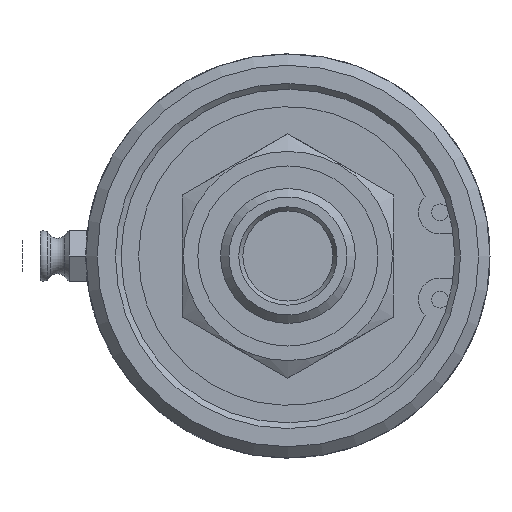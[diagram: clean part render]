
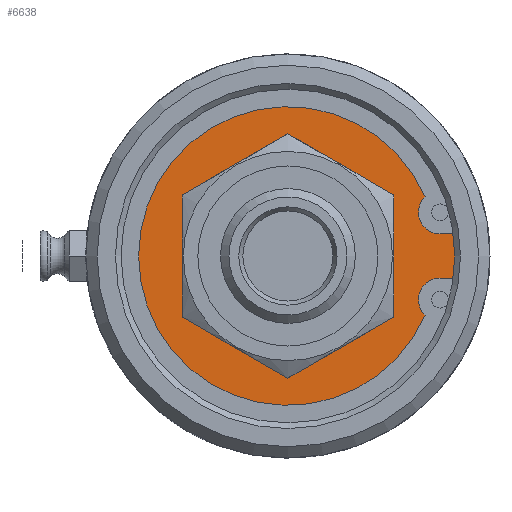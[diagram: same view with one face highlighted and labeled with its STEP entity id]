
A CAD part, left-side view. The second image highlights one B-rep face of the part: STEP entity #6638.
In plain terms, the highlighted planar face has unit normal (-1, 0, 0).
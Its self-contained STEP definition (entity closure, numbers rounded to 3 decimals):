
#107=FACE_BOUND('',#1143,.T.);
#387=PLANE('',#7102);
#728=FACE_OUTER_BOUND('',#1142,.T.);
#1142=EDGE_LOOP('',(#5917,#5918,#5919,#5920,#5921,#5922));
#1143=EDGE_LOOP('',(#5923,#5924));
#1478=LINE('',#14581,#1842);
#1483=LINE('',#14599,#1847);
#1842=VECTOR('',#8042,10.);
#1847=VECTOR('',#8057,10.);
#2405=CIRCLE('',#6980,13.9);
#2406=CIRCLE('',#6981,13.9);
#2415=CIRCLE('',#6996,3.048);
#2416=CIRCLE('',#6998,3.048);
#2417=CIRCLE('',#7000,21.057);
#2473=CIRCLE('',#7103,25.375);
#3031=VERTEX_POINT('',#14551);
#3032=VERTEX_POINT('',#14552);
#3042=VERTEX_POINT('',#14578);
#3043=VERTEX_POINT('',#14580);
#3047=VERTEX_POINT('',#14596);
#3048=VERTEX_POINT('',#14598);
#3049=VERTEX_POINT('',#14602);
#3050=VERTEX_POINT('',#14606);
#3928=EDGE_CURVE('',#3031,#3032,#2405,.T.);
#3929=EDGE_CURVE('',#3032,#3031,#2406,.T.);
#3941=EDGE_CURVE('',#3043,#3042,#1478,.T.);
#3949=EDGE_CURVE('',#3048,#3047,#1483,.T.);
#3951=EDGE_CURVE('',#3049,#3043,#2415,.T.);
#3953=EDGE_CURVE('',#3047,#3050,#2416,.T.);
#3955=EDGE_CURVE('',#3050,#3049,#2417,.T.);
#4055=EDGE_CURVE('',#3042,#3048,#2473,.T.);
#5917=ORIENTED_EDGE('',*,*,#3941,.T.);
#5918=ORIENTED_EDGE('',*,*,#4055,.T.);
#5919=ORIENTED_EDGE('',*,*,#3949,.T.);
#5920=ORIENTED_EDGE('',*,*,#3953,.T.);
#5921=ORIENTED_EDGE('',*,*,#3955,.T.);
#5922=ORIENTED_EDGE('',*,*,#3951,.T.);
#5923=ORIENTED_EDGE('',*,*,#3928,.T.);
#5924=ORIENTED_EDGE('',*,*,#3929,.T.);
#6638=ADVANCED_FACE('',(#728,#107),#387,.F.);
#6980=AXIS2_PLACEMENT_3D('',#14553,#8018,#8019);
#6981=AXIS2_PLACEMENT_3D('',#14554,#8020,#8021);
#6996=AXIS2_PLACEMENT_3D('',#14603,#8061,#8062);
#6998=AXIS2_PLACEMENT_3D('',#14607,#8066,#8067);
#7000=AXIS2_PLACEMENT_3D('',#14610,#8071,#8072);
#7102=AXIS2_PLACEMENT_3D('',#14831,#8317,#8318);
#7103=AXIS2_PLACEMENT_3D('',#14832,#8319,#8320);
#8018=DIRECTION('center_axis',(1.,0.,0.));
#8019=DIRECTION('ref_axis',(0.,1.,0.));
#8020=DIRECTION('center_axis',(1.,0.,0.));
#8021=DIRECTION('ref_axis',(0.,1.,0.));
#8042=DIRECTION('',(0.,-1.,0.));
#8057=DIRECTION('',(0.,1.,0.));
#8061=DIRECTION('center_axis',(1.,0.,0.));
#8062=DIRECTION('ref_axis',(0.,0.,1.));
#8066=DIRECTION('center_axis',(1.,0.,0.));
#8067=DIRECTION('ref_axis',(0.,-0.961,0.276));
#8071=DIRECTION('center_axis',(-1.,0.,0.));
#8072=DIRECTION('ref_axis',(0.,0.,-1.));
#8317=DIRECTION('center_axis',(1.,0.,0.));
#8318=DIRECTION('ref_axis',(0.,0.,-1.));
#8319=DIRECTION('center_axis',(-1.,0.,0.));
#8320=DIRECTION('ref_axis',(0.,1.,0.));
#14551=CARTESIAN_POINT('',(3.978,13.9,0.));
#14552=CARTESIAN_POINT('',(3.978,-13.9,0.));
#14553=CARTESIAN_POINT('Origin',(3.978,0.,0.));
#14554=CARTESIAN_POINT('Origin',(3.978,0.,0.));
#14578=CARTESIAN_POINT('',(3.978,-25.184,-3.112));
#14580=CARTESIAN_POINT('',(3.978,-21.461,-3.112));
#14581=CARTESIAN_POINT('',(3.978,-3.137,-3.112));
#14596=CARTESIAN_POINT('',(3.978,-21.461,3.112));
#14598=CARTESIAN_POINT('',(3.978,-25.184,3.112));
#14599=CARTESIAN_POINT('',(3.978,-1.275,3.112));
#14602=CARTESIAN_POINT('',(3.978,-19.334,-8.343));
#14603=CARTESIAN_POINT('Origin',(3.978,-21.461,-6.16));
#14606=CARTESIAN_POINT('',(3.978,-19.334,8.343));
#14607=CARTESIAN_POINT('Origin',(3.978,-21.461,6.16));
#14610=CARTESIAN_POINT('Origin',(3.978,0.,0.));
#14831=CARTESIAN_POINT('Origin',(3.978,18.91,0.));
#14832=CARTESIAN_POINT('Origin',(3.978,0.,0.));
